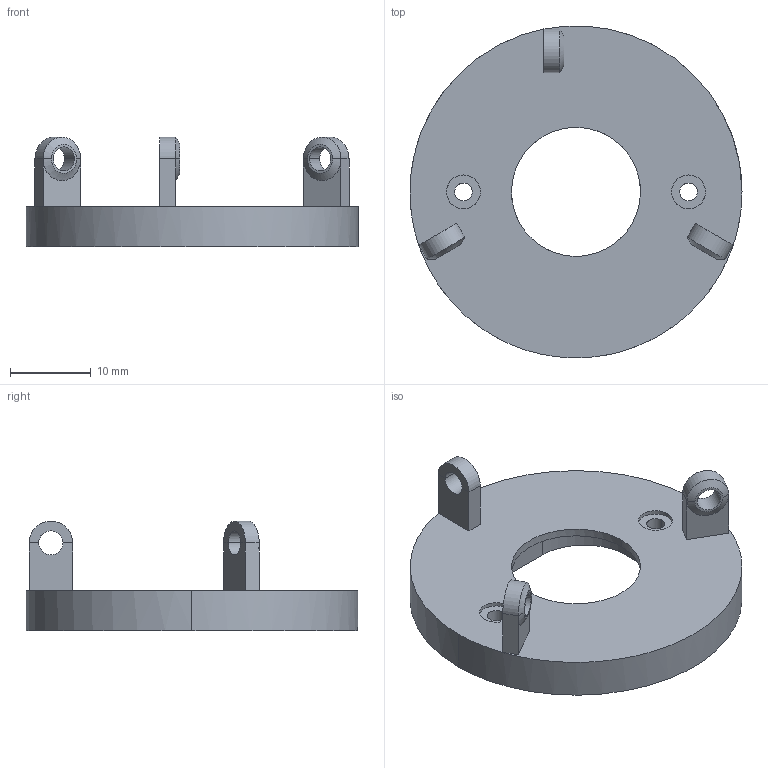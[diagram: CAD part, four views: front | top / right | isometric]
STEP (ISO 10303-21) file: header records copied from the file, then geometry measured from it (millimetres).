
FILE_DESCRIPTION(/* description */ (''),/* implementation_level */ '2;1');
FILE_NAME(/* name */ 'BallBase_40mm_Bearing',/* time_stamp */ '2023-11-10T12:46:35-08:00',/* author */ (''),/* organization */ (''),/* preprocessor_version */ 'ST-DEVELOPER v16.5',/* originating_system */ 'Rhino 7.25',/* authorisation */ '');
FILE_SCHEMA (('CONFIG_CONTROL_DESIGN'));
Length unit declared in the file: millimetre
Products named in the file (1): Document
Bounding box: 41.2 x 41.16 x 13.61 mm (x, y, z)
Volume: 5155.1 mm3; surface area: 3688.8 mm2
Topology: 1 solids, 1 shells, 80 faces, 189 edges, 118 vertices
Faces by surface type: plane 45, cylinder 25, bspline 10
Entity records: 2391 total; most frequent: CARTESIAN_POINT 1021, ORIENTED_EDGE 378, EDGE_CURVE 189, VERTEX_POINT 118, B_SPLINE_CURVE_WITH_KNOTS 101, EDGE_LOOP 99, ADVANCED_FACE 80, FACE_OUTER_BOUND 80
